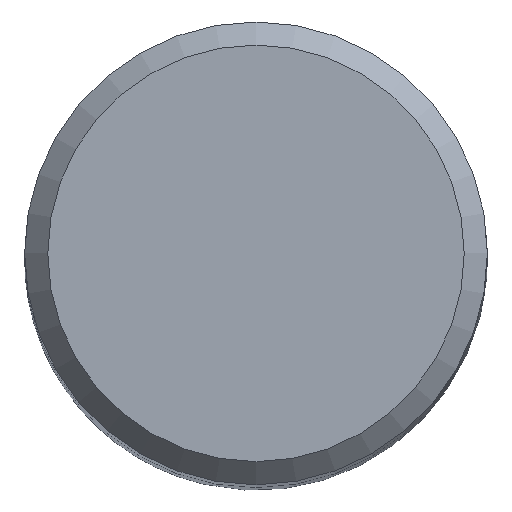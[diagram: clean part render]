
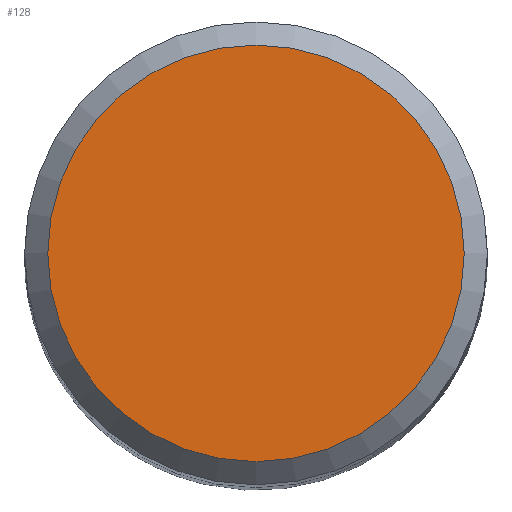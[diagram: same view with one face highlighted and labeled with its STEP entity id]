
A CAD part, top view. The second image highlights one B-rep face of the part: STEP entity #128.
In plain terms, the highlighted planar face has unit normal (0, 0, 1).
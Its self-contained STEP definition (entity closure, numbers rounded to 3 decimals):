
#81=PLANE('',#456);
#128=ADVANCED_FACE('',(#158),#81,.F.);
#158=FACE_OUTER_BOUND('',#181,.T.);
#181=EDGE_LOOP('',(#284));
#284=ORIENTED_EDGE('',*,*,#382,.T.);
#336=VERTEX_POINT('',#1221);
#382=EDGE_CURVE('',#336,#336,#402,.T.);
#402=CIRCLE('',#455,2.7);
#455=AXIS2_PLACEMENT_3D('',#1220,#537,#538);
#456=AXIS2_PLACEMENT_3D('',#1222,#539,#540);
#537=DIRECTION('',(0.,0.,1.));
#538=DIRECTION('',(-1.,0.,0.));
#539=DIRECTION('',(0.,0.,-1.));
#540=DIRECTION('',(0.,1.,0.));
#1220=CARTESIAN_POINT('',(0.,0.,19.997));
#1221=CARTESIAN_POINT('',(-2.7,0.,19.997));
#1222=CARTESIAN_POINT('',(0.,0.,19.997));
